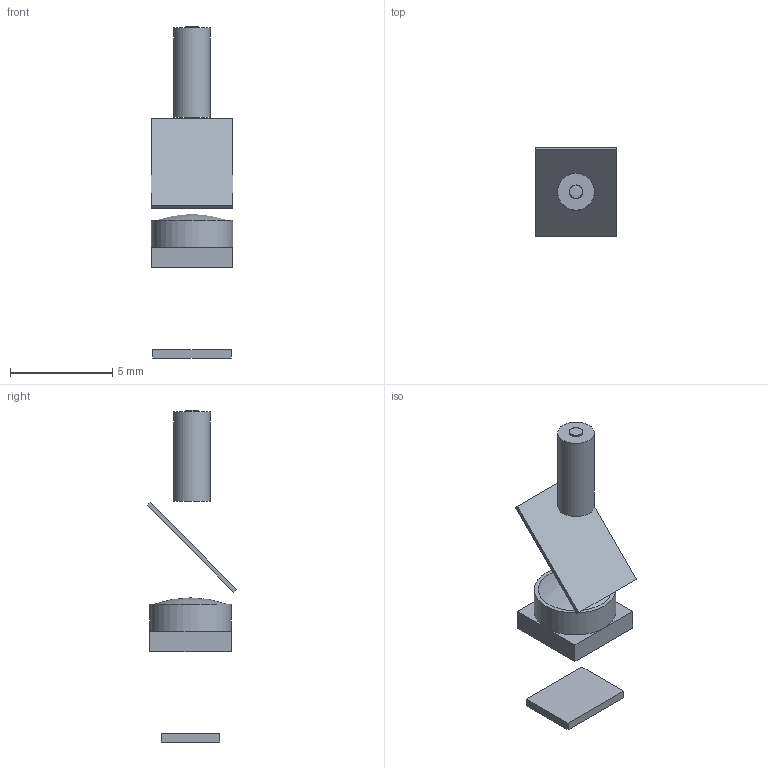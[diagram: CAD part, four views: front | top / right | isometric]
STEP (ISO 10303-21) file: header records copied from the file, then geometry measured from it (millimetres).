
FILE_DESCRIPTION(/* description */ (''),/* implementation_level */ '2;1');
FILE_NAME(/* name */ '170914_Python_dichroic_45429.stp',/* time_stamp */ '2019-04-24T08:53:21+02:00',/* author */ ('veldhuijzen'),/* organization */ ('Unknown'),/* preprocessor_version */ 'ST-DEVELOPER v17.2',/* originating_system */ 'Autodesk Inventor 2019',/* authorisation */ '');
FILE_SCHEMA (('AUTOMOTIVE_DESIGN { 1 0 10303 214 3 1 1 }'));
Length unit declared in the file: millimetre
Products named in the file (8): 170914_Python_dichroic_45429; NONE; NONE_1; NONE_2; NONE_3; NONE_4; NONE_5; NONE_6
Assembly tree (7 placements, depth 2):
  170914_Python_dichroic_45429
    NONE
    NONE_1
    NONE_2
    NONE_3
    NONE_4
    NONE_5
    NONE_6
Bounding box: 4 x 4.38 x 16.24 mm (x, y, z)
Volume: 54.6 mm3; surface area: 200.2 mm2
Topology: 6 solids, 6 shells, 29 faces, 2105 edges, 4142 vertices
Faces by surface type: plane 24, cylinder 3, sphere 2
Full cylindrical faces by diameter (mm): 0.67 x1, 1.8 x1, 4 x1
Entity records: 9255 total; most frequent: CARTESIAN_POINT 4239, STYLED_ITEM 2058, POLYLINE 2052, DIRECTION 155, ORIENTED_EDGE 106, AXIS2_PLACEMENT_3D 58, EDGE_CURVE 53, LINE 39
